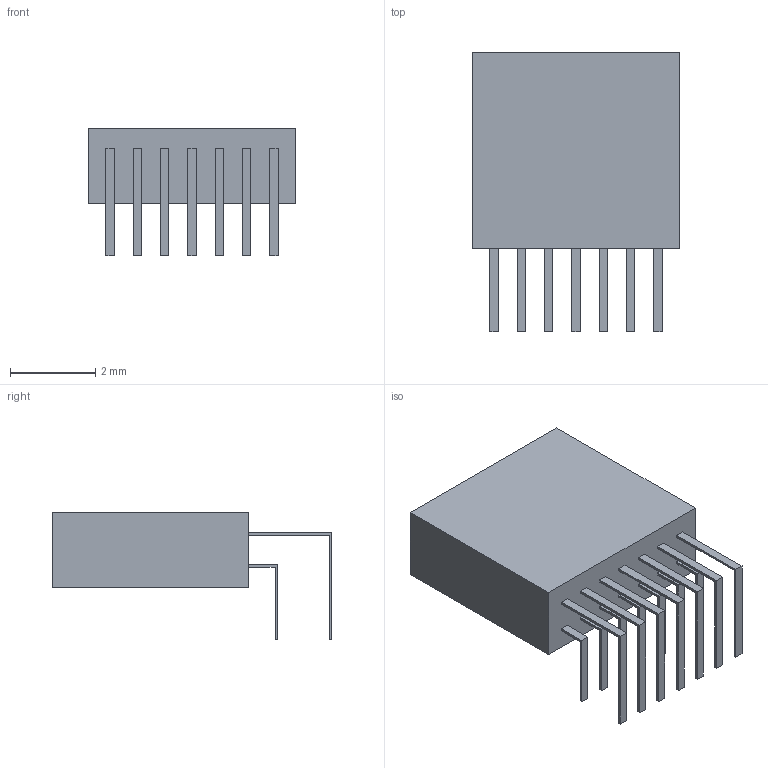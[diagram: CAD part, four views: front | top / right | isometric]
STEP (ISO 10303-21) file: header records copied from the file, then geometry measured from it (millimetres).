
FILE_DESCRIPTION (( 'STEP AP203' ), '1' );
FILE_NAME ('omnetics_pzn16_dd.STEP', '2018-06-21T19:25:38', ( '' ), ( '' ), 'SwSTEP 2.0', 'SolidWorks 2016', '' );
FILE_SCHEMA (( 'CONFIG_CONTROL_DESIGN' ));
Length unit declared in the file: millimetre
Products named in the file (1): omnetics_pzn16_dd
Bounding box: 4.86 x 6.56 x 3 mm (x, y, z)
Volume: 30.8 mm3; surface area: 190.3 mm2
Topology: 1 solids, 1 shells, 146 faces, 348 edges, 232 vertices
Faces by surface type: plane 118, cylinder 28
Entity records: 4265 total; most frequent: CARTESIAN_POINT 727, DIRECTION 698, ORIENTED_EDGE 696, EDGE_CURVE 348, VECTOR 292, LINE 292, VERTEX_POINT 232, AXIS2_PLACEMENT_3D 203
